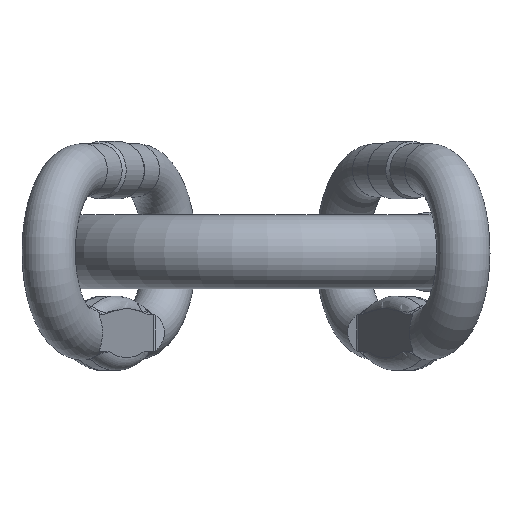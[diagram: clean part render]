
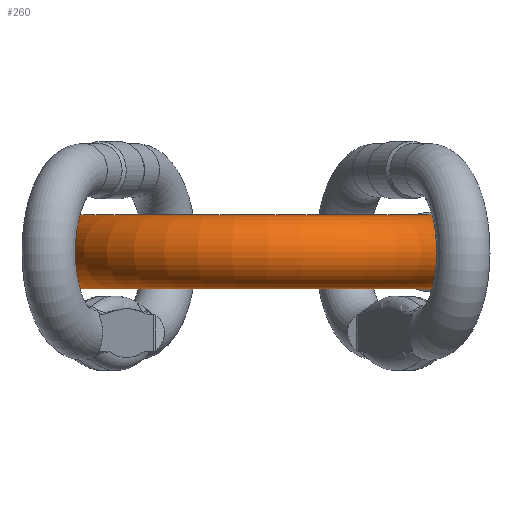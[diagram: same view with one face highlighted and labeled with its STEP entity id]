
A CAD part, front view. The second image highlights one B-rep face of the part: STEP entity #260.
In plain terms, the highlighted toroidal (fillet/blend) face has major radius 63.5 mm and minor radius 13.5 mm.
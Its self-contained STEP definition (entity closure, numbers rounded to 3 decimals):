
#139=TOROIDAL_SURFACE('',#2457,63.5,13.5);
#176=FACE_BOUND('',#602,.T.);
#177=FACE_BOUND('',#603,.T.);
#260=ADVANCED_FACE('',(#176,#177),#139,.T.);
#602=EDGE_LOOP('',(#1302));
#603=EDGE_LOOP('',(#1303));
#755=CIRCLE('',#2448,13.5);
#756=CIRCLE('',#2450,13.5);
#1302=ORIENTED_EDGE('',*,*,#2062,.F.);
#1303=ORIENTED_EDGE('',*,*,#2061,.T.);
#1787=VERTEX_POINT('',#4582);
#1788=VERTEX_POINT('',#4585);
#2061=EDGE_CURVE('',#1787,#1787,#755,.T.);
#2062=EDGE_CURVE('',#1788,#1788,#756,.T.);
#2448=AXIS2_PLACEMENT_3D('',#4581,#2834,#2835);
#2450=AXIS2_PLACEMENT_3D('',#4584,#2838,#2839);
#2457=AXIS2_PLACEMENT_3D('',#4595,#2852,#2853);
#2834=DIRECTION('',(0.,-1.,0.));
#2835=DIRECTION('',(1.,0.,0.));
#2838=DIRECTION('',(0.,1.,0.));
#2839=DIRECTION('',(-1.,0.,0.));
#2852=DIRECTION('',(0.,0.,-1.));
#2853=DIRECTION('',(-1.,0.,0.));
#4581=CARTESIAN_POINT('',(-63.5,-40.,0.));
#4582=CARTESIAN_POINT('',(-50.,-40.,0.));
#4584=CARTESIAN_POINT('',(63.5,-40.,0.));
#4585=CARTESIAN_POINT('',(50.,-40.,0.));
#4595=CARTESIAN_POINT('',(0.,-40.,0.));
